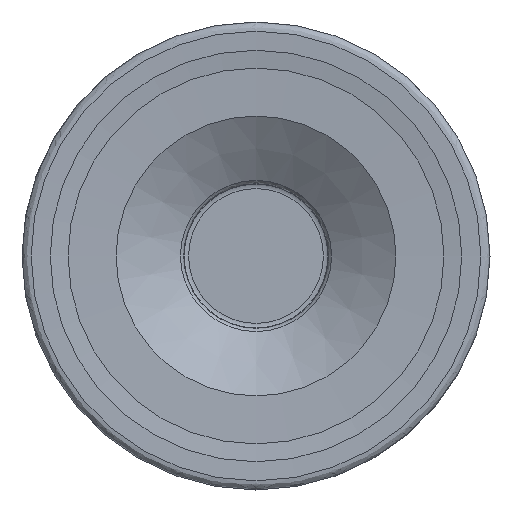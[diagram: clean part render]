
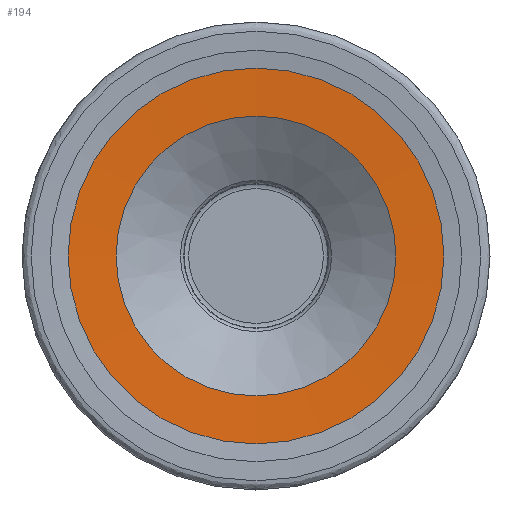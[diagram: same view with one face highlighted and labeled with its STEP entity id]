
A CAD part, left-side view. The second image highlights one B-rep face of the part: STEP entity #194.
In plain terms, the highlighted conical face has half-angle 87.702 degrees and reference radius 11.958 mm.
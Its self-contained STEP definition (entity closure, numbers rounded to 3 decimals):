
#162=CONICAL_SURFACE('',#495,11.958,87.702);
#194=ADVANCED_FACE('',(#248,#249),#162,.F.);
#248=FACE_BOUND('',#302,.T.);
#249=FACE_BOUND('',#303,.T.);
#302=EDGE_LOOP('',(#356));
#303=EDGE_LOOP('',(#357));
#356=ORIENTED_EDGE('',*,*,#413,.F.);
#357=ORIENTED_EDGE('',*,*,#412,.T.);
#385=VERTEX_POINT('',#692);
#386=VERTEX_POINT('',#695);
#412=EDGE_CURVE('',#385,#385,#439,.T.);
#413=EDGE_CURVE('',#386,#386,#440,.T.);
#439=CIRCLE('',#492,11.958);
#440=CIRCLE('',#494,16.062);
#492=AXIS2_PLACEMENT_3D('',#691,#602,#603);
#494=AXIS2_PLACEMENT_3D('',#694,#606,#607);
#495=AXIS2_PLACEMENT_3D('',#696,#608,#609);
#602=DIRECTION('',(1.,0.,0.));
#603=DIRECTION('',(0.,0.,-1.));
#606=DIRECTION('',(1.,0.,0.));
#607=DIRECTION('',(0.,0.,-1.));
#608=DIRECTION('',(-1.,0.,0.));
#609=DIRECTION('',(0.,0.,1.));
#691=CARTESIAN_POINT('',(0.424,0.,0.));
#692=CARTESIAN_POINT('',(0.424,0.,-11.958));
#694=CARTESIAN_POINT('',(0.26,0.,0.));
#695=CARTESIAN_POINT('',(0.26,0.,-16.062));
#696=CARTESIAN_POINT('',(0.424,0.,0.));
